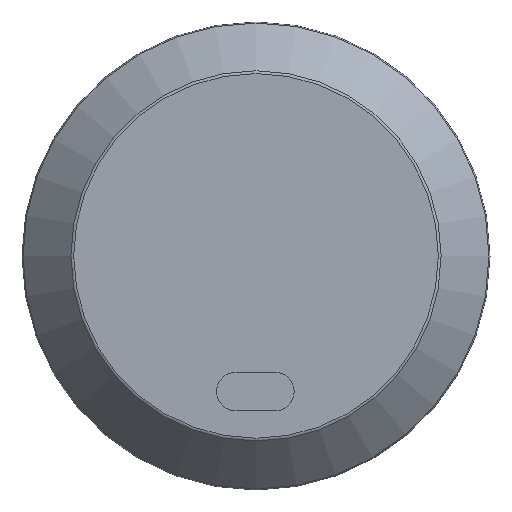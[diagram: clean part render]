
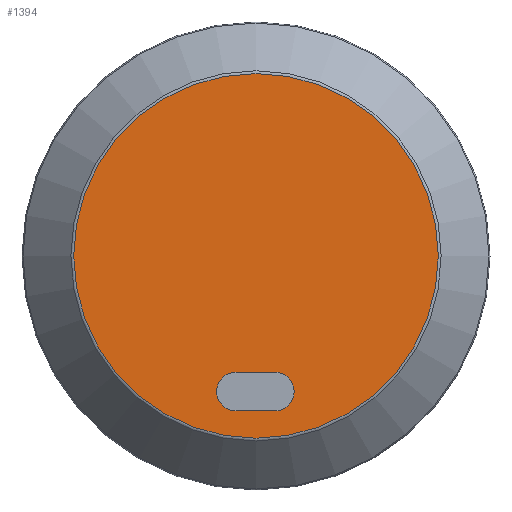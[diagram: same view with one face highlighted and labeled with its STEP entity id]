
A CAD part, top view. The second image highlights one B-rep face of the part: STEP entity #1394.
In plain terms, the highlighted planar face has unit normal (0, 0, 1).
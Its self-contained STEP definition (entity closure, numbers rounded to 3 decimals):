
#1333=CARTESIAN_POINT('',(0.,0.,38.679));
#1334=DIRECTION('',(0.,0.,1.));
#1335=DIRECTION('',(1.,0.,0.));
#1336=AXIS2_PLACEMENT_3D('',#1333,#1334,#1335);
#1337=PLANE('',#1336);
#1338=CARTESIAN_POINT('',(47.069,-0.,38.679));
#1339=VERTEX_POINT('',#1338);
#1340=CARTESIAN_POINT('',(0.,0.,38.679));
#1341=DIRECTION('',(0.,0.,1.));
#1342=DIRECTION('',(1.,0.,-0.));
#1343=AXIS2_PLACEMENT_3D('',#1340,#1341,#1342);
#1344=CIRCLE('',#1343,47.069);
#1345=EDGE_CURVE('',#1339,#1339,#1344,.T.);
#1346=ORIENTED_EDGE('',*,*,#1345,.T.);
#1347=EDGE_LOOP('',(#1346));
#1348=FACE_BOUND('',#1347,.T.);
#1349=CARTESIAN_POINT('',(-10.161,-35.028,38.679));
#1350=VERTEX_POINT('',#1349);
#1351=CARTESIAN_POINT('',(-5.161,-40.028,38.679));
#1352=VERTEX_POINT('',#1351);
#1353=CARTESIAN_POINT('',(-5.161,-35.028,38.679));
#1354=DIRECTION('',(0.,0.,1.));
#1355=DIRECTION('',(-1.,0.,0.));
#1356=AXIS2_PLACEMENT_3D('',#1353,#1354,#1355);
#1357=CIRCLE('',#1356,5.);
#1358=EDGE_CURVE('',#1350,#1352,#1357,.T.);
#1359=ORIENTED_EDGE('',*,*,#1358,.F.);
#1360=CARTESIAN_POINT('',(-5.161,-30.028,38.679));
#1361=VERTEX_POINT('',#1360);
#1362=CARTESIAN_POINT('',(-5.161,-35.028,38.679));
#1363=DIRECTION('',(0.,0.,1.));
#1364=DIRECTION('',(-1.,0.,0.));
#1365=AXIS2_PLACEMENT_3D('',#1362,#1363,#1364);
#1366=CIRCLE('',#1365,5.);
#1367=EDGE_CURVE('',#1361,#1350,#1366,.T.);
#1368=ORIENTED_EDGE('',*,*,#1367,.F.);
#1369=CARTESIAN_POINT('',(4.839,-30.028,38.679));
#1370=VERTEX_POINT('',#1369);
#1371=CARTESIAN_POINT('',(4.839,-30.028,38.679));
#1372=DIRECTION('',(-1.,0.,0.));
#1373=VECTOR('',#1372,10.);
#1374=LINE('',#1371,#1373);
#1375=EDGE_CURVE('',#1370,#1361,#1374,.T.);
#1376=ORIENTED_EDGE('',*,*,#1375,.F.);
#1377=CARTESIAN_POINT('',(4.839,-40.028,38.679));
#1378=VERTEX_POINT('',#1377);
#1379=CARTESIAN_POINT('',(4.839,-35.028,38.679));
#1380=DIRECTION('',(0.,0.,1.));
#1381=DIRECTION('',(-1.,0.,0.));
#1382=AXIS2_PLACEMENT_3D('',#1379,#1380,#1381);
#1383=CIRCLE('',#1382,5.);
#1384=EDGE_CURVE('',#1378,#1370,#1383,.T.);
#1385=ORIENTED_EDGE('',*,*,#1384,.F.);
#1386=CARTESIAN_POINT('',(-5.161,-40.028,38.679));
#1387=DIRECTION('',(1.,-0.,0.));
#1388=VECTOR('',#1387,10.);
#1389=LINE('',#1386,#1388);
#1390=EDGE_CURVE('',#1352,#1378,#1389,.T.);
#1391=ORIENTED_EDGE('',*,*,#1390,.F.);
#1392=EDGE_LOOP('',(#1359,#1368,#1376,#1385,#1391));
#1393=FACE_BOUND('',#1392,.T.);
#1394=ADVANCED_FACE('',(#1348,#1393),#1337,.T.);
